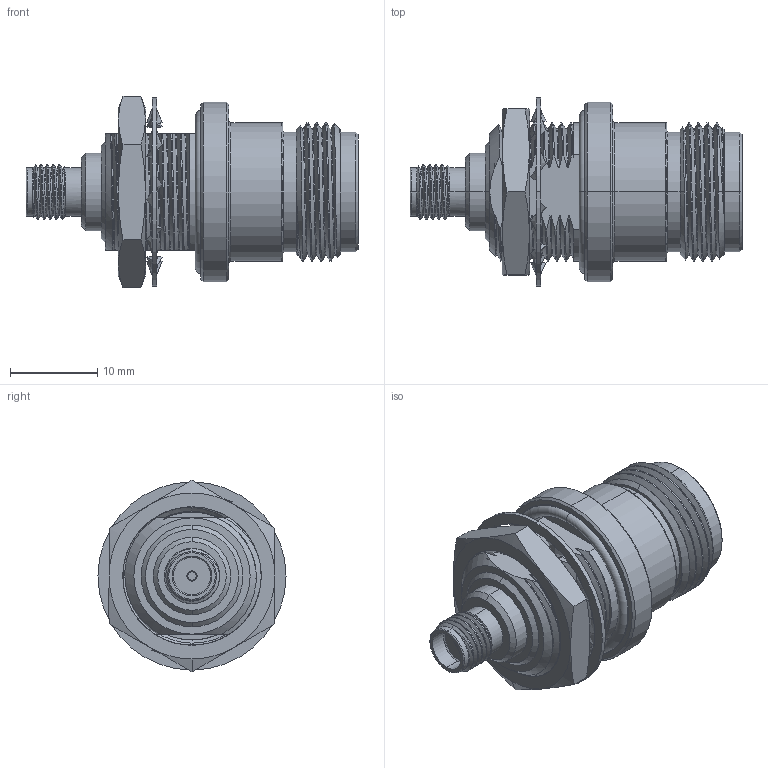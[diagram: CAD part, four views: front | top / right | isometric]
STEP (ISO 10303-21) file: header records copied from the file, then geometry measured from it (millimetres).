
FILE_DESCRIPTION (( 'STEP AP203' ), '1' );
FILE_NAME ('SM4248.step', '2018-06-19T15:01:37', ( '' ), ( '' ), 'SwSTEP 2.0', 'SolidWorks 2017', '' );
FILE_SCHEMA (( 'CONFIG_CONTROL_DESIGN' ));
Length unit declared in the file: inch
Products named in the file (1): SM4248
Bounding box: 38.1 x 21.59 x 22 mm (x, y, z)
Volume: 5817.5 mm3; surface area: 4423.7 mm2
Topology: 5 solids, 5 shells, 328 faces, 904 edges, 598 vertices
Faces by surface type: bspline 106, cylinder 101, plane 56, cone 53, torus 12
Entity records: 32413 total; most frequent: CARTESIAN_POINT 25222, ORIENTED_EDGE 1808, DIRECTION 1102, EDGE_CURVE 904, VERTEX_POINT 598, AXIS2_PLACEMENT_3D 423, EDGE_LOOP 348, ADVANCED_FACE 328
